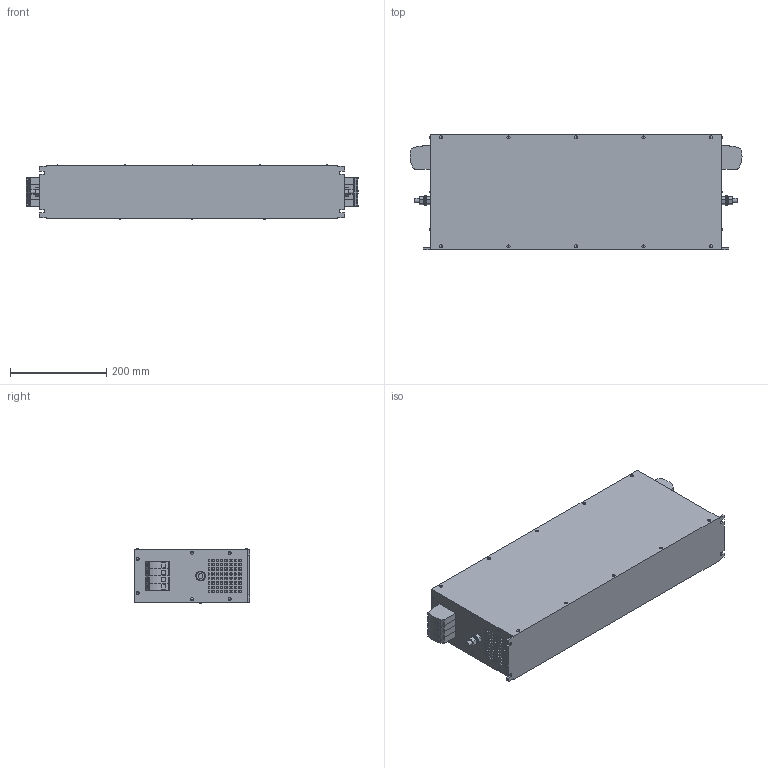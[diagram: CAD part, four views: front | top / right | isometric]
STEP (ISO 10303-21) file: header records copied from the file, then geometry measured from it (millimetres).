
FILE_DESCRIPTION (( 'STEP AP214' ), '1' );
FILE_NAME ('794421.STEP', '2024-08-06T12:06:57', ( '' ), ( '' ), 'SwSTEP 2.0', 'SolidWorks 2022', '' );
FILE_SCHEMA (( 'AUTOMOTIVE_DESIGN' ));
Length unit declared in the file: millimetre
Products named in the file (1): 794421
Bounding box: 688.59 x 240.05 x 112.74 mm (x, y, z)
Volume: 16179827.4 mm3; surface area: 514636.2 mm2
Topology: 1 solids, 1 shells, 3301 faces, 7904 edges, 5251 vertices
Faces by surface type: plane 3117, cylinder 134, sphere 50
Entity records: 94404 total; most frequent: CARTESIAN_POINT 16985, ORIENTED_EDGE 15808, DIRECTION 14828, EDGE_CURVE 7904, VECTOR 7552, LINE 7552, VERTEX_POINT 5251, EDGE_LOOP 3947
